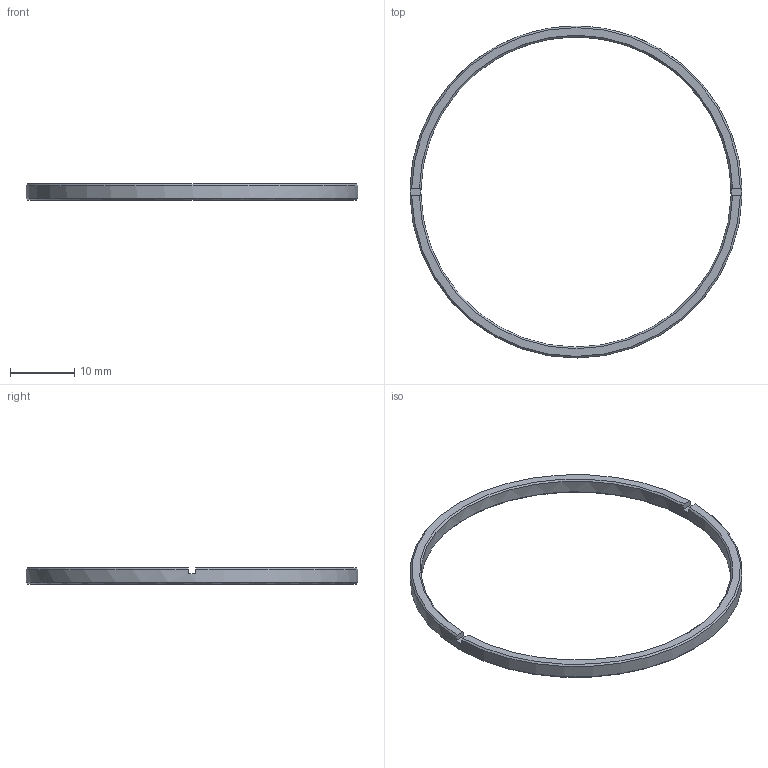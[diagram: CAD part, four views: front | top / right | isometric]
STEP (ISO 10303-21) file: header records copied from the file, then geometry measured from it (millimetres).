
FILE_DESCRIPTION (( 'STEP AP203' ), '1' );
FILE_NAME ('530083.STEP', '2024-05-08T01:04:20', ( 'Windows User' ), ( 'P R C' ), 'SwSTEP 2.0', 'SolidWorks 2020', '' );
FILE_SCHEMA (( 'CONFIG_CONTROL_DESIGN' ));
Length unit declared in the file: millimetre
Products named in the file (1): 530083
Bounding box: 51.69 x 51.69 x 2.5 mm (x, y, z)
Volume: 642.2 mm3; surface area: 1227.8 mm2
Topology: 1 solids, 1 shells, 17 faces, 46 edges, 30 vertices
Faces by surface type: plane 9, cone 6, cylinder 2
Full cylindrical faces by diameter (mm): 48.3 x1, 51.689 x1
Entity records: 591 total; most frequent: CARTESIAN_POINT 110, DIRECTION 84, ORIENTED_EDGE 80, EDGE_CURVE 40, AXIS2_PLACEMENT_3D 34, VERTEX_POINT 28, EDGE_LOOP 22, FACE_OUTER_BOUND 19
